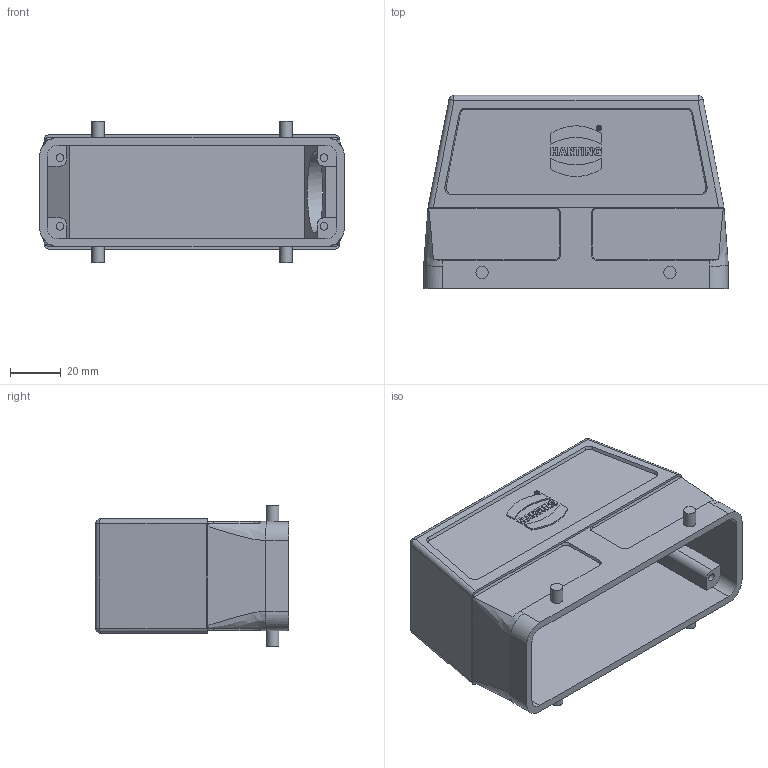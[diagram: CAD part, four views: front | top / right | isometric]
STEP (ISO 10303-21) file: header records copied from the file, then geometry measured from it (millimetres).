
FILE_DESCRIPTION(/* description */ (''),/* implementation_level */ '2;1');
FILE_NAME(/* name */ '100110725ugm000_b.stp',/* time_stamp */ '2017-11-06T09:22:42+01:00',/* author */ (''),/* organization */ (''),/* preprocessor_version */ 'ST-DEVELOPER v16',/* originating_system */ 'SIEMENS PLM Software NX 10.0',/* authorisation */ '');
FILE_SCHEMA (('AUTOMOTIVE_DESIGN { 1 0 10303 214 3 1 1 1 }'));
Length unit declared in the file: millimetre
Products named in the file (1): 100110725ugm000_b
Bounding box: 120 x 76 x 55.6 mm (x, y, z)
Volume: 85398.6 mm3; surface area: 53587.5 mm2
Topology: 1 solids, 1 shells, 233 faces, 598 edges, 394 vertices
Faces by surface type: plane 162, cylinder 30, bspline 25, cone 16
Full cylindrical faces by diameter (mm): 1.507 x1, 1.972 x1, 3 x4, 4.8 x4, 32 x1
Entity records: 9062 total; most frequent: CARTESIAN_POINT 2634, ORIENTED_EDGE 1166, DIRECTION 1013, EDGE_CURVE 583, LINE 415, VECTOR 415, VERTEX_POINT 388, AXIS2_PLACEMENT_3D 299
